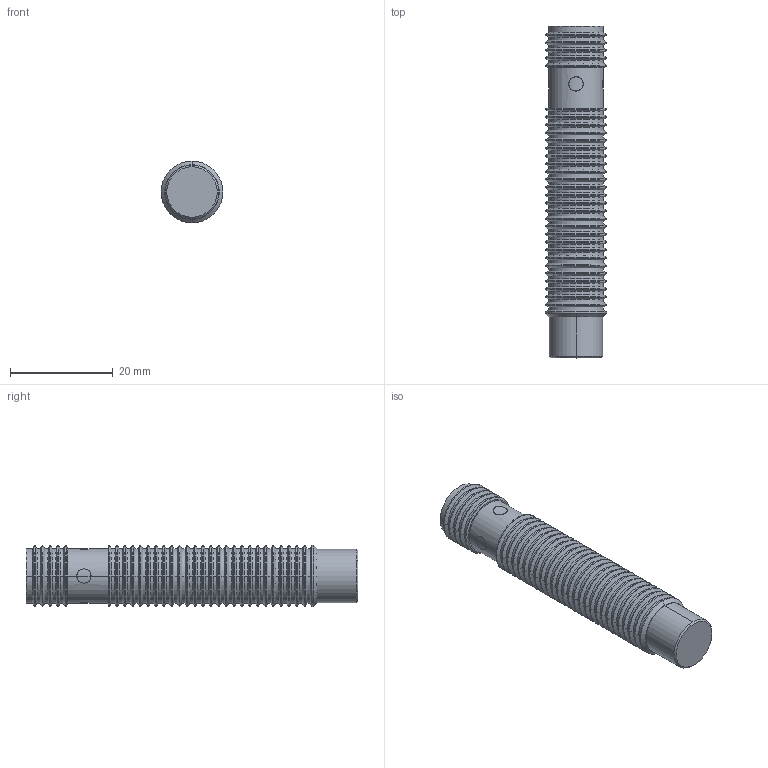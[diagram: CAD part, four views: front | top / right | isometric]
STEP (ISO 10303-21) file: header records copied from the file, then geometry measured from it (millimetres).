
FILE_DESCRIPTION(('STEP AP214'),'1');
FILE_NAME('cctmp_37B85B03-4CB1-4AF4-87E7-0B7C08F083D0_2021_2_18_15_8_25_59..stp','2021-02-18T14:08:25',('Pepperl+Fuchs GmbH'),('CADClick - www.CADClick.com'),'Spatial InterOp 3D',' ','unknown authorization');
FILE_SCHEMA(('AUTOMOTIVE_DESIGN { 1 0 10303 214 1 1 1 1 }'));
Length unit declared in the file: millimetre
Products named in the file (1): 2021_02_18__15-08-25-054
Bounding box: 12 x 64.5 x 12 mm (x, y, z)
Volume: 4953.9 mm3; surface area: 5108 mm2
Topology: 1 solids, 3 shells, 343 faces, 743 edges, 399 vertices
Faces by surface type: cylinder 171, cone 136, plane 28, sphere 8
Entity records: 12480 total; most frequent: CARTESIAN_POINT 2258, DIRECTION 1714, ORIENTED_EDGE 1454, EDGE_CURVE 727, AXIS2_PLACEMENT_3D 695, VERTEX_POINT 399, EDGE_LOOP 360, CIRCLE 351
